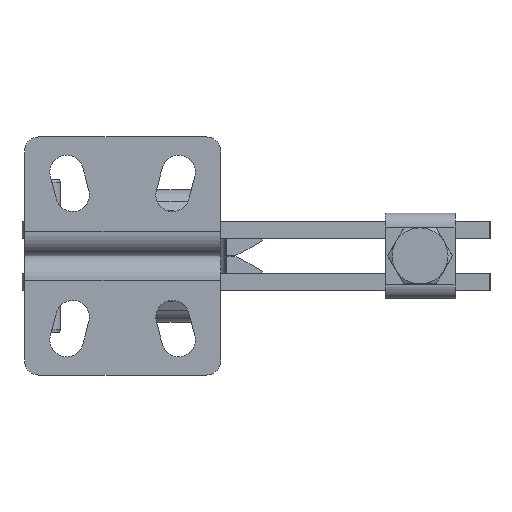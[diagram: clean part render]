
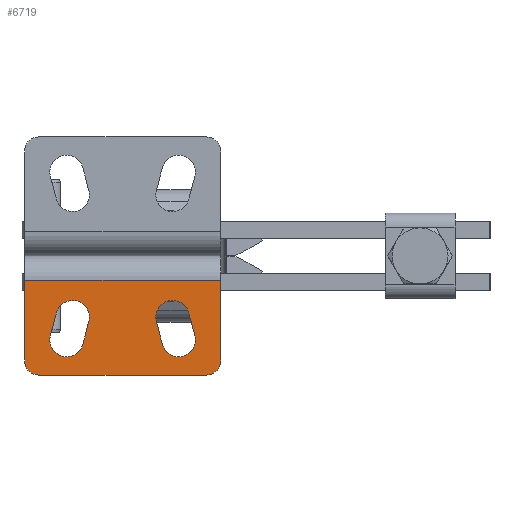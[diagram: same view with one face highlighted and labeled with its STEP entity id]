
A CAD part, front view. The second image highlights one B-rep face of the part: STEP entity #6719.
In plain terms, the highlighted planar face has unit normal (0, -1, 0).
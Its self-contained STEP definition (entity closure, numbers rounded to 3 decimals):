
#134=FACE_BOUND('',#939,.T.);
#135=FACE_BOUND('',#940,.T.);
#192=PLANE('',#7329);
#554=FACE_OUTER_BOUND('',#938,.T.);
#938=EDGE_LOOP('',(#4793,#4794,#4795,#4796,#4797,#4798));
#939=EDGE_LOOP('',(#4799,#4800,#4801,#4802));
#940=EDGE_LOOP('',(#4803,#4804,#4805,#4806));
#1352=LINE('',#10159,#1987);
#1372=LINE('',#10221,#2007);
#1376=LINE('',#10234,#2011);
#1381=LINE('',#10248,#2016);
#1386=LINE('',#10266,#2021);
#1390=LINE('',#10277,#2025);
#1394=LINE('',#10283,#2029);
#1396=LINE('',#10286,#2031);
#1987=VECTOR('',#8067,28.);
#2007=VECTOR('',#8127,24.);
#2011=VECTOR('',#8139,3.359);
#2016=VECTOR('',#8152,3.359);
#2021=VECTOR('',#8171,3.359);
#2025=VECTOR('',#8183,3.359);
#2029=VECTOR('',#8191,11.505);
#2031=VECTOR('',#8195,11.505);
#2630=CIRCLE('',#7304,2.);
#2632=CIRCLE('',#7308,2.);
#2634=CIRCLE('',#7312,2.4);
#2636=CIRCLE('',#7316,2.4);
#2638=CIRCLE('',#7319,2.4);
#2640=CIRCLE('',#7323,2.4);
#2969=VERTEX_POINT('',#10156);
#2970=VERTEX_POINT('',#10158);
#2988=VERTEX_POINT('',#10211);
#2989=VERTEX_POINT('',#10212);
#2992=VERTEX_POINT('',#10220);
#2994=VERTEX_POINT('',#10226);
#2996=VERTEX_POINT('',#10232);
#2997=VERTEX_POINT('',#10233);
#3000=VERTEX_POINT('',#10241);
#3002=VERTEX_POINT('',#10247);
#3004=VERTEX_POINT('',#10256);
#3005=VERTEX_POINT('',#10257);
#3008=VERTEX_POINT('',#10265);
#3010=VERTEX_POINT('',#10271);
#3653=EDGE_CURVE('',#2970,#2969,#1352,.T.);
#3680=EDGE_CURVE('',#2988,#2989,#2630,.T.);
#3684=EDGE_CURVE('',#2992,#2988,#1372,.T.);
#3687=EDGE_CURVE('',#2994,#2992,#2632,.T.);
#3690=EDGE_CURVE('',#2996,#2997,#1376,.T.);
#3694=EDGE_CURVE('',#3000,#2996,#2634,.T.);
#3697=EDGE_CURVE('',#3002,#3000,#1381,.T.);
#3700=EDGE_CURVE('',#2997,#3002,#2636,.T.);
#3702=EDGE_CURVE('',#3004,#3005,#2638,.T.);
#3706=EDGE_CURVE('',#3008,#3004,#1386,.T.);
#3709=EDGE_CURVE('',#3010,#3008,#2640,.T.);
#3712=EDGE_CURVE('',#3005,#3010,#1390,.T.);
#3716=EDGE_CURVE('',#2989,#2969,#1394,.T.);
#3718=EDGE_CURVE('',#2970,#2994,#1396,.T.);
#4793=ORIENTED_EDGE('',*,*,#3653,.T.);
#4794=ORIENTED_EDGE('',*,*,#3716,.F.);
#4795=ORIENTED_EDGE('',*,*,#3680,.F.);
#4796=ORIENTED_EDGE('',*,*,#3684,.F.);
#4797=ORIENTED_EDGE('',*,*,#3687,.F.);
#4798=ORIENTED_EDGE('',*,*,#3718,.F.);
#4799=ORIENTED_EDGE('',*,*,#3712,.T.);
#4800=ORIENTED_EDGE('',*,*,#3709,.T.);
#4801=ORIENTED_EDGE('',*,*,#3706,.T.);
#4802=ORIENTED_EDGE('',*,*,#3702,.T.);
#4803=ORIENTED_EDGE('',*,*,#3700,.T.);
#4804=ORIENTED_EDGE('',*,*,#3697,.T.);
#4805=ORIENTED_EDGE('',*,*,#3694,.T.);
#4806=ORIENTED_EDGE('',*,*,#3690,.T.);
#6719=ADVANCED_FACE('',(#554,#134,#135),#192,.T.);
#7304=AXIS2_PLACEMENT_3D('',#10213,#8119,#8120);
#7308=AXIS2_PLACEMENT_3D('',#10227,#8132,#8133);
#7312=AXIS2_PLACEMENT_3D('',#10242,#8145,#8146);
#7316=AXIS2_PLACEMENT_3D('',#10253,#8157,#8158);
#7319=AXIS2_PLACEMENT_3D('',#10258,#8163,#8164);
#7323=AXIS2_PLACEMENT_3D('',#10272,#8176,#8177);
#7329=AXIS2_PLACEMENT_3D('',#10288,#8197,#8198);
#8067=DIRECTION('',(-1.,0.,0.));
#8119=DIRECTION('center_axis',(0.,1.,0.));
#8120=DIRECTION('ref_axis',(1.,0.,0.));
#8127=DIRECTION('',(-1.,0.,0.));
#8132=DIRECTION('center_axis',(0.,1.,0.));
#8133=DIRECTION('ref_axis',(0.,0.,1.));
#8139=DIRECTION('',(0.253,0.,0.967));
#8145=DIRECTION('center_axis',(0.,1.,0.));
#8146=DIRECTION('ref_axis',(0.967,0.,-0.253));
#8152=DIRECTION('',(-0.253,0.,-0.967));
#8157=DIRECTION('center_axis',(0.,1.,0.));
#8158=DIRECTION('ref_axis',(-0.967,0.,0.253));
#8163=DIRECTION('center_axis',(0.,1.,0.));
#8164=DIRECTION('ref_axis',(0.967,0.,0.253));
#8171=DIRECTION('',(0.253,0.,-0.967));
#8176=DIRECTION('center_axis',(0.,1.,0.));
#8177=DIRECTION('ref_axis',(-0.967,0.,-0.253));
#8183=DIRECTION('',(-0.253,0.,0.967));
#8191=DIRECTION('',(0.,0.,1.));
#8195=DIRECTION('',(0.,0.,-1.));
#8197=DIRECTION('center_axis',(0.,-1.,0.));
#8198=DIRECTION('ref_axis',(1.,0.,0.));
#10156=CARTESIAN_POINT('',(-24.469,-10.678,-3.5));
#10158=CARTESIAN_POINT('',(3.531,-10.678,-3.5));
#10159=CARTESIAN_POINT('',(3.531,-10.678,-3.5));
#10211=CARTESIAN_POINT('',(-22.469,-10.678,-17.005));
#10212=CARTESIAN_POINT('',(-24.469,-10.678,-15.005));
#10213=CARTESIAN_POINT('Origin',(-22.469,-10.678,-15.005));
#10220=CARTESIAN_POINT('',(1.531,-10.678,-17.005));
#10221=CARTESIAN_POINT('',(1.531,-10.678,-17.005));
#10226=CARTESIAN_POINT('',(3.531,-10.678,-15.005));
#10227=CARTESIAN_POINT('Origin',(1.531,-10.678,-15.005));
#10232=CARTESIAN_POINT('',(-20.791,-10.678,-11.392));
#10233=CARTESIAN_POINT('',(-19.941,-10.678,-8.142));
#10234=CARTESIAN_POINT('',(-20.791,-10.678,-11.392));
#10241=CARTESIAN_POINT('',(-16.147,-10.678,-12.607));
#10242=CARTESIAN_POINT('Origin',(-18.469,-10.678,-12.));
#10247=CARTESIAN_POINT('',(-15.297,-10.678,-9.357));
#10248=CARTESIAN_POINT('',(-15.297,-10.678,-9.357));
#10253=CARTESIAN_POINT('Origin',(-17.619,-10.678,-8.75));
#10256=CARTESIAN_POINT('',(-0.147,-10.678,-11.392));
#10257=CARTESIAN_POINT('',(-4.791,-10.678,-12.607));
#10258=CARTESIAN_POINT('Origin',(-2.469,-10.678,-12.));
#10265=CARTESIAN_POINT('',(-0.997,-10.678,-8.142));
#10266=CARTESIAN_POINT('',(-0.997,-10.678,-8.142));
#10271=CARTESIAN_POINT('',(-5.641,-10.678,-9.357));
#10272=CARTESIAN_POINT('Origin',(-3.319,-10.678,-8.75));
#10277=CARTESIAN_POINT('',(-4.791,-10.678,-12.607));
#10283=CARTESIAN_POINT('',(-24.469,-10.678,-15.005));
#10286=CARTESIAN_POINT('',(3.531,-10.678,-3.5));
#10288=CARTESIAN_POINT('Origin',(-11.844,-10.678,2.898));
